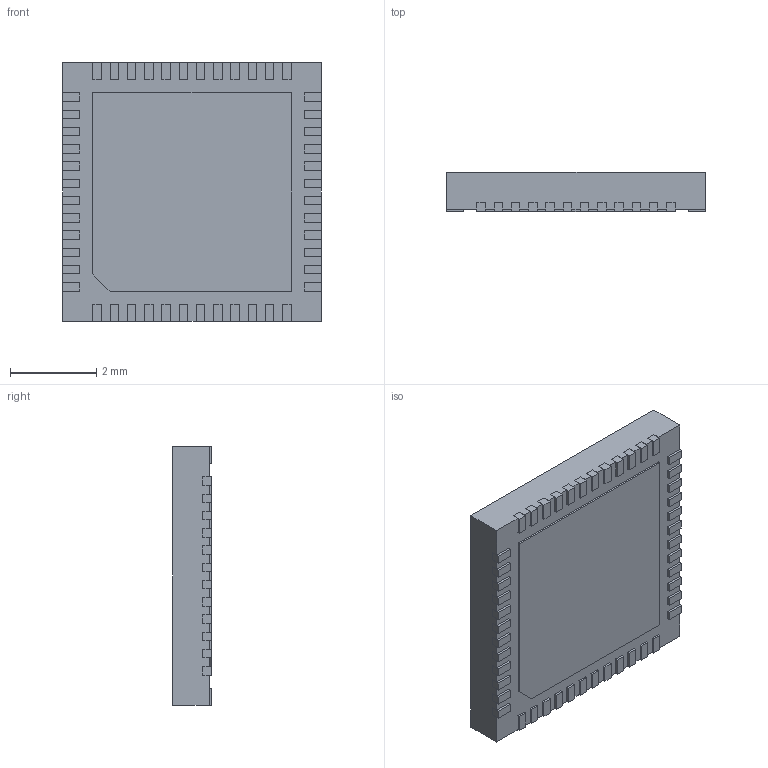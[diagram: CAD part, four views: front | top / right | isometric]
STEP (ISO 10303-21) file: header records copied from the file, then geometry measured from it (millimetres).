
FILE_DESCRIPTION (( 'STEP AP214' ), '1' );
FILE_NAME ('NRF54L15-QFAA-R.STEP', '2025-01-24T15:17:18', ( '' ), ( '' ), 'SwSTEP 2.0', 'SolidWorks 2021', '' );
FILE_SCHEMA (( 'AUTOMOTIVE_DESIGN' ));
Length unit declared in the file: millimetre
Products named in the file (1): NRF54L15-QFAA-R
Bounding box: 6 x 0.9 x 6 mm (x, y, z)
Volume: 31.8 mm3; surface area: 166.4 mm2
Topology: 51 solids, 51 shells, 506 faces, 1206 edges, 804 vertices
Faces by surface type: plane 502, cylinder 4
Entity records: 14802 total; most frequent: CARTESIAN_POINT 2517, ORIENTED_EDGE 2412, DIRECTION 2228, EDGE_CURVE 1206, LINE 1198, VECTOR 1198, VERTEX_POINT 804, AXIS2_PLACEMENT_3D 515
